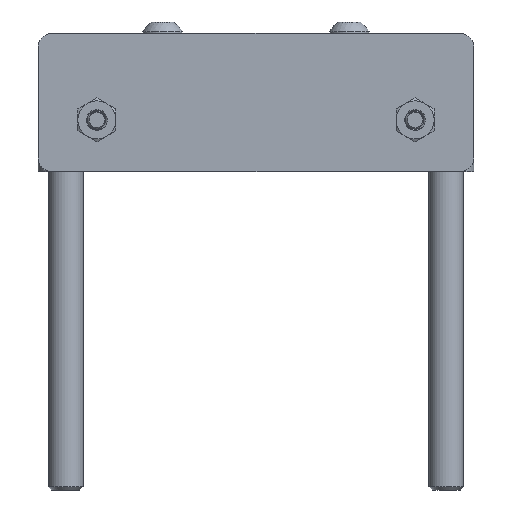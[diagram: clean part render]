
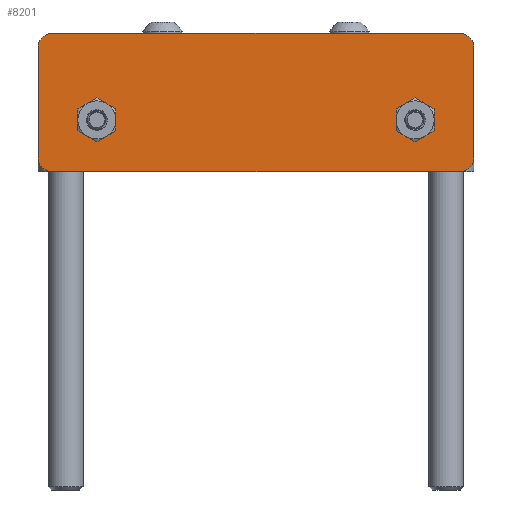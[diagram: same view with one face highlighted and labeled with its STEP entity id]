
A CAD part, front view. The second image highlights one B-rep face of the part: STEP entity #8201.
In plain terms, the highlighted planar face has unit normal (0, -1, 0).
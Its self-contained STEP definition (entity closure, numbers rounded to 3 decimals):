
#811=FACE_BOUND('',#1412,.T.);
#812=FACE_BOUND('',#1413,.T.);
#847=PLANE('',#8789);
#923=FACE_OUTER_BOUND('',#1411,.T.);
#1411=EDGE_LOOP('',(#5410,#5411,#5412,#5413,#5414,#5415,#5416,#5417));
#1412=EDGE_LOOP('',(#5418));
#1413=EDGE_LOOP('',(#5419));
#1937=LINE('',#11728,#2408);
#1938=LINE('',#11732,#2409);
#1939=LINE('',#11736,#2410);
#1940=LINE('',#11740,#2411);
#2408=VECTOR('',#9643,1000.);
#2409=VECTOR('',#9646,1000.);
#2410=VECTOR('',#9649,1000.);
#2411=VECTOR('',#9652,1000.);
#2867=CIRCLE('',#8774,1.6);
#2868=CIRCLE('',#8776,1.6);
#2878=CIRCLE('',#8790,2.);
#2879=CIRCLE('',#8791,2.);
#2880=CIRCLE('',#8792,2.);
#2881=CIRCLE('',#8793,2.);
#3201=VERTEX_POINT('',#11671);
#3202=VERTEX_POINT('',#11675);
#3224=VERTEX_POINT('',#11726);
#3225=VERTEX_POINT('',#11727);
#3226=VERTEX_POINT('',#11729);
#3227=VERTEX_POINT('',#11731);
#3228=VERTEX_POINT('',#11733);
#3229=VERTEX_POINT('',#11735);
#3230=VERTEX_POINT('',#11737);
#3231=VERTEX_POINT('',#11739);
#4060=EDGE_CURVE('',#3201,#3201,#2867,.T.);
#4062=EDGE_CURVE('',#3202,#3202,#2868,.T.);
#4086=EDGE_CURVE('',#3224,#3225,#1937,.T.);
#4087=EDGE_CURVE('',#3224,#3226,#2878,.T.);
#4088=EDGE_CURVE('',#3227,#3226,#1938,.T.);
#4089=EDGE_CURVE('',#3227,#3228,#2879,.T.);
#4090=EDGE_CURVE('',#3229,#3228,#1939,.T.);
#4091=EDGE_CURVE('',#3229,#3230,#2880,.T.);
#4092=EDGE_CURVE('',#3231,#3230,#1940,.T.);
#4093=EDGE_CURVE('',#3231,#3225,#2881,.T.);
#5410=ORIENTED_EDGE('',*,*,#4086,.F.);
#5411=ORIENTED_EDGE('',*,*,#4087,.T.);
#5412=ORIENTED_EDGE('',*,*,#4088,.F.);
#5413=ORIENTED_EDGE('',*,*,#4089,.T.);
#5414=ORIENTED_EDGE('',*,*,#4090,.F.);
#5415=ORIENTED_EDGE('',*,*,#4091,.T.);
#5416=ORIENTED_EDGE('',*,*,#4092,.F.);
#5417=ORIENTED_EDGE('',*,*,#4093,.T.);
#5418=ORIENTED_EDGE('',*,*,#4060,.T.);
#5419=ORIENTED_EDGE('',*,*,#4062,.T.);
#8201=ADVANCED_FACE('',(#923,#811,#812),#847,.T.);
#8774=AXIS2_PLACEMENT_3D('',#11673,#9596,#9597);
#8776=AXIS2_PLACEMENT_3D('',#11677,#9601,#9602);
#8789=AXIS2_PLACEMENT_3D('',#11725,#9641,#9642);
#8790=AXIS2_PLACEMENT_3D('',#11730,#9644,#9645);
#8791=AXIS2_PLACEMENT_3D('',#11734,#9647,#9648);
#8792=AXIS2_PLACEMENT_3D('',#11738,#9650,#9651);
#8793=AXIS2_PLACEMENT_3D('',#11741,#9653,#9654);
#9596=DIRECTION('center_axis',(0.,1.,0.));
#9597=DIRECTION('ref_axis',(-1.,0.,0.));
#9601=DIRECTION('center_axis',(0.,1.,0.));
#9602=DIRECTION('ref_axis',(-1.,0.,0.));
#9641=DIRECTION('center_axis',(0.,-1.,0.));
#9642=DIRECTION('ref_axis',(0.,0.,-1.));
#9643=DIRECTION('',(0.,0.,1.));
#9644=DIRECTION('center_axis',(0.,-1.,0.));
#9645=DIRECTION('ref_axis',(0.,0.,-1.));
#9646=DIRECTION('',(-1.,0.,0.));
#9647=DIRECTION('center_axis',(0.,-1.,0.));
#9648=DIRECTION('ref_axis',(0.,0.,-1.));
#9649=DIRECTION('',(0.,0.,-1.));
#9650=DIRECTION('center_axis',(0.,-1.,0.));
#9651=DIRECTION('ref_axis',(0.,0.,-1.));
#9652=DIRECTION('',(1.,0.,0.));
#9653=DIRECTION('center_axis',(0.,-1.,0.));
#9654=DIRECTION('ref_axis',(0.,0.,-1.));
#11671=CARTESIAN_POINT('',(10.1,0.,-7.5));
#11673=CARTESIAN_POINT('Origin',(8.5,0.,-7.5));
#11675=CARTESIAN_POINT('',(56.1,0.,-7.5));
#11677=CARTESIAN_POINT('Origin',(54.5,0.,-7.5));
#11725=CARTESIAN_POINT('Origin',(0.,0.,0.));
#11726=CARTESIAN_POINT('',(0.,0.,-18.));
#11727=CARTESIAN_POINT('',(0.,0.,-2.));
#11728=CARTESIAN_POINT('',(0.,0.,0.));
#11729=CARTESIAN_POINT('',(2.,0.,-20.));
#11730=CARTESIAN_POINT('Origin',(2.,0.,-18.));
#11731=CARTESIAN_POINT('',(61.,0.,-20.));
#11732=CARTESIAN_POINT('',(0.,0.,-20.));
#11733=CARTESIAN_POINT('',(63.,0.,-18.));
#11734=CARTESIAN_POINT('Origin',(61.,0.,-18.));
#11735=CARTESIAN_POINT('',(63.,0.,-2.));
#11736=CARTESIAN_POINT('',(63.,0.,0.));
#11737=CARTESIAN_POINT('',(61.,0.,0.));
#11738=CARTESIAN_POINT('Origin',(61.,0.,-2.));
#11739=CARTESIAN_POINT('',(2.,0.,0.));
#11740=CARTESIAN_POINT('',(0.,0.,0.));
#11741=CARTESIAN_POINT('Origin',(2.,0.,-2.));
